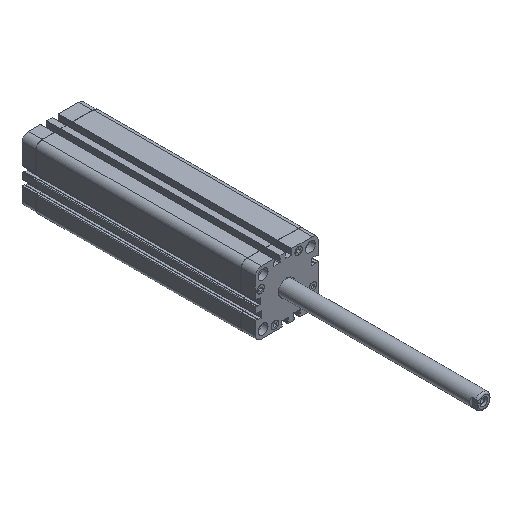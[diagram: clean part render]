
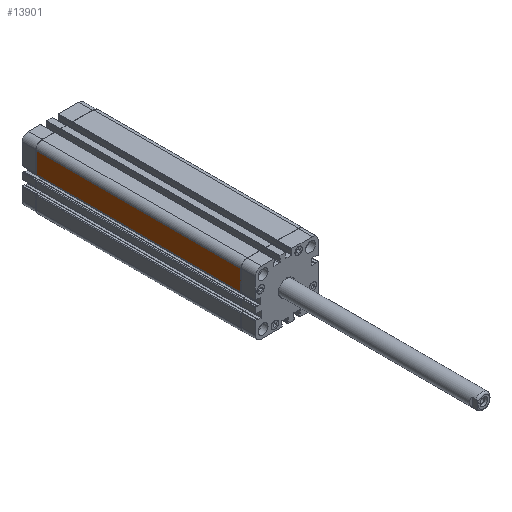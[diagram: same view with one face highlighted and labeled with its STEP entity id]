
A CAD part, isometric view. The second image highlights one B-rep face of the part: STEP entity #13901.
In plain terms, the highlighted planar face has unit normal (-1, 0, 0).
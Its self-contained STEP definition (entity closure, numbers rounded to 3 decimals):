
#9364=CARTESIAN_POINT('',(-33.5,108.0,5.25));
#9365=VERTEX_POINT('',#9364);
#9373=CARTESIAN_POINT('',(-33.5,108.0,27.));
#9374=VERTEX_POINT('',#9373);
#9375=CARTESIAN_POINT('',(-33.5,108.0,27.));
#9376=DIRECTION('',(0.0,0.0,-1.0));
#9377=VECTOR('',#9376,21.75);
#9378=LINE('',#9375,#9377);
#9379=EDGE_CURVE('',#9374,#9365,#9378,.T.);
#13011=CARTESIAN_POINT('',(-33.5,-108.0,27.));
#13012=VERTEX_POINT('',#13011);
#13020=CARTESIAN_POINT('',(-33.5,-108.0,5.25));
#13021=VERTEX_POINT('',#13020);
#13022=CARTESIAN_POINT('',(-33.5,-108.0,5.25));
#13023=DIRECTION('',(0.0,0.0,1.0));
#13024=VECTOR('',#13023,21.75);
#13025=LINE('',#13022,#13024);
#13026=EDGE_CURVE('',#13021,#13012,#13025,.T.);
#13874=CARTESIAN_POINT('',(-33.5,108.0,27.));
#13875=DIRECTION('',(0.0,-1.0,0.0));
#13876=VECTOR('',#13875,216.0);
#13877=LINE('',#13874,#13876);
#13878=EDGE_CURVE('',#9374,#13012,#13877,.T.);
#13885=CARTESIAN_POINT('',(-33.5,0.0,27.));
#13886=DIRECTION('',(-1.0,0.0,0.0));
#13887=DIRECTION('',(0.0,0.0,1.0));
#13888=AXIS2_PLACEMENT_3D('',#13885,#13886,#13887);
#13889=PLANE('',#13888);
#13890=ORIENTED_EDGE('',*,*,#9379,.T.);
#13891=CARTESIAN_POINT('',(-33.5,108.0,5.25));
#13892=DIRECTION('',(0.0,-1.0,0.0));
#13893=VECTOR('',#13892,216.0);
#13894=LINE('',#13891,#13893);
#13895=EDGE_CURVE('',#9365,#13021,#13894,.T.);
#13896=ORIENTED_EDGE('',*,*,#13895,.T.);
#13897=ORIENTED_EDGE('',*,*,#13026,.T.);
#13898=ORIENTED_EDGE('',*,*,#13878,.F.);
#13899=EDGE_LOOP('',(#13890,#13896,#13897,#13898));
#13900=FACE_OUTER_BOUND('',#13899,.T.);
#13901=ADVANCED_FACE('',(#13900),#13889,.T.);
